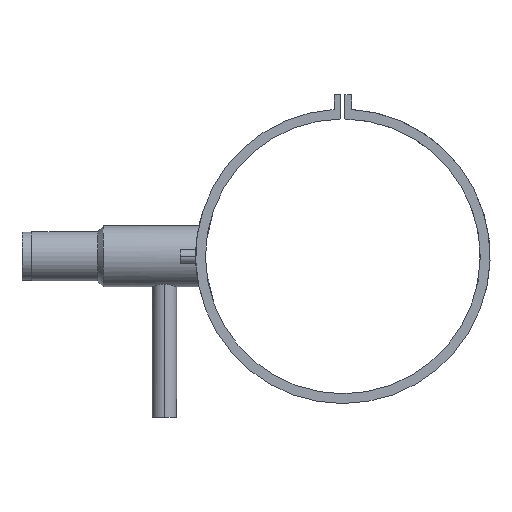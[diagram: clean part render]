
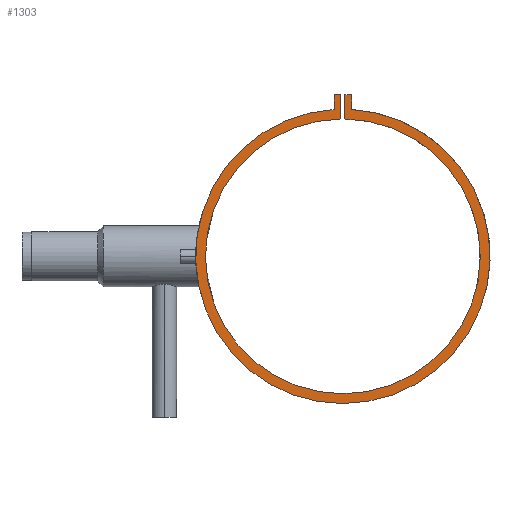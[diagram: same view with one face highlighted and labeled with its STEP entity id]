
A CAD part, left-side view. The second image highlights one B-rep face of the part: STEP entity #1303.
In plain terms, the highlighted planar face has unit normal (-1, 0, 0).
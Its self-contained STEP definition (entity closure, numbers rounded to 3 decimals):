
#77 = PLANE ( 'NONE',  #581 ) ;
#102 = DIRECTION ( 'NONE',  ( -1., 0., 0. ) ) ;
#113 = EDGE_CURVE ( 'NONE', #2347, #2468, #1141, .T. ) ;
#135 = AXIS2_PLACEMENT_3D ( 'NONE', #1860, #102, #890 ) ;
#140 = EDGE_LOOP ( 'NONE', ( #510, #1881, #1496, #2071, #924, #2265, #1128, #153 ) ) ;
#141 = CARTESIAN_POINT ( 'NONE',  ( -80., -2., 164.73 ) ) ;
#153 = ORIENTED_EDGE ( 'NONE', *, *, #973, .F. ) ;
#165 = DIRECTION ( 'NONE',  ( 0., 0., -1. ) ) ;
#169 = CIRCLE ( 'NONE', #135, 140. ) ;
#272 = EDGE_CURVE ( 'NONE', #984, #2347, #1896, .T. ) ;
#321 = EDGE_CURVE ( 'NONE', #852, #2205, #2085, .T. ) ;
#348 = CARTESIAN_POINT ( 'NONE',  ( -80., 2., 164.73 ) ) ;
#362 = CARTESIAN_POINT ( 'NONE',  ( -80., 9., 149.73 ) ) ;
#510 = ORIENTED_EDGE ( 'NONE', *, *, #1122, .F. ) ;
#520 = CARTESIAN_POINT ( 'NONE',  ( -80., 9., 164.73 ) ) ;
#581 = AXIS2_PLACEMENT_3D ( 'NONE', #864, #1645, #2383 ) ;
#595 = CARTESIAN_POINT ( 'NONE',  ( -80., 0., 0. ) ) ;
#659 = VECTOR ( 'NONE', #2341, 1000. ) ;
#677 = VECTOR ( 'NONE', #1515, 1000. ) ;
#691 = VERTEX_POINT ( 'NONE', #1447 ) ;
#710 = AXIS2_PLACEMENT_3D ( 'NONE', #595, #1373, #2139 ) ;
#738 = CARTESIAN_POINT ( 'NONE',  ( -80., -2., 164.73 ) ) ;
#750 = CIRCLE ( 'NONE', #710, 150. ) ;
#816 = LINE ( 'NONE', #1595, #659 ) ;
#852 = VERTEX_POINT ( 'NONE', #1611 ) ;
#864 = CARTESIAN_POINT ( 'NONE',  ( -80., 0., 0. ) ) ;
#890 = DIRECTION ( 'NONE',  ( 0., 0., -1. ) ) ;
#924 = ORIENTED_EDGE ( 'NONE', *, *, #1746, .F. ) ;
#925 = DIRECTION ( 'NONE',  ( 0., -1., 0. ) ) ;
#952 = VECTOR ( 'NONE', #1297, 1000. ) ;
#973 = EDGE_CURVE ( 'NONE', #1873, #691, #2250, .T. ) ;
#984 = VERTEX_POINT ( 'NONE', #2069 ) ;
#1122 = EDGE_CURVE ( 'NONE', #2468, #1873, #750, .T. ) ;
#1128 = ORIENTED_EDGE ( 'NONE', *, *, #1195, .F. ) ;
#1129 = DIRECTION ( 'NONE',  ( 0., 0., -1. ) ) ;
#1141 = LINE ( 'NONE', #1923, #1772 ) ;
#1195 = EDGE_CURVE ( 'NONE', #691, #852, #816, .T. ) ;
#1297 = DIRECTION ( 'NONE',  ( 0., 0., 1. ) ) ;
#1303 = ADVANCED_FACE ( 'NONE', ( #1837 ), #77, .F. ) ;
#1306 = CARTESIAN_POINT ( 'NONE',  ( -80., -2., 139.986 ) ) ;
#1345 = CARTESIAN_POINT ( 'NONE',  ( -80., 2., 139.986 ) ) ;
#1373 = DIRECTION ( 'NONE',  ( 1., 0., 0. ) ) ;
#1447 = CARTESIAN_POINT ( 'NONE',  ( -80., 9., 164.73 ) ) ;
#1496 = ORIENTED_EDGE ( 'NONE', *, *, #272, .F. ) ;
#1515 = DIRECTION ( 'NONE',  ( 0., 0., 1. ) ) ;
#1533 = VECTOR ( 'NONE', #1129, 1000. ) ;
#1595 = CARTESIAN_POINT ( 'NONE',  ( -80., 9., 164.73 ) ) ;
#1606 = VECTOR ( 'NONE', #925, 1000. ) ;
#1611 = CARTESIAN_POINT ( 'NONE',  ( -80., 2., 164.73 ) ) ;
#1645 = DIRECTION ( 'NONE',  ( 1., 0., 0. ) ) ;
#1746 = EDGE_CURVE ( 'NONE', #2205, #2428, #169, .T. ) ;
#1772 = VECTOR ( 'NONE', #165, 1000. ) ;
#1837 = FACE_OUTER_BOUND ( 'NONE', #140, .T. ) ;
#1860 = CARTESIAN_POINT ( 'NONE',  ( -80., 0., 0. ) ) ;
#1873 = VERTEX_POINT ( 'NONE', #362 ) ;
#1881 = ORIENTED_EDGE ( 'NONE', *, *, #113, .F. ) ;
#1896 = LINE ( 'NONE', #141, #1606 ) ;
#1923 = CARTESIAN_POINT ( 'NONE',  ( -80., -9., 164.73 ) ) ;
#1993 = CARTESIAN_POINT ( 'NONE',  ( -80., -9., 164.73 ) ) ;
#2069 = CARTESIAN_POINT ( 'NONE',  ( -80., -2., 164.73 ) ) ;
#2071 = ORIENTED_EDGE ( 'NONE', *, *, #2466, .F. ) ;
#2085 = LINE ( 'NONE', #348, #1533 ) ;
#2139 = DIRECTION ( 'NONE',  ( 0., 0., -1. ) ) ;
#2205 = VERTEX_POINT ( 'NONE', #1345 ) ;
#2250 = LINE ( 'NONE', #520, #952 ) ;
#2265 = ORIENTED_EDGE ( 'NONE', *, *, #321, .F. ) ;
#2272 = CARTESIAN_POINT ( 'NONE',  ( -80., -9., 149.73 ) ) ;
#2341 = DIRECTION ( 'NONE',  ( 0., -1., 0. ) ) ;
#2347 = VERTEX_POINT ( 'NONE', #1993 ) ;
#2383 = DIRECTION ( 'NONE',  ( 0., 0., -1. ) ) ;
#2428 = VERTEX_POINT ( 'NONE', #1306 ) ;
#2447 = LINE ( 'NONE', #738, #677 ) ;
#2466 = EDGE_CURVE ( 'NONE', #2428, #984, #2447, .T. ) ;
#2468 = VERTEX_POINT ( 'NONE', #2272 ) ;
